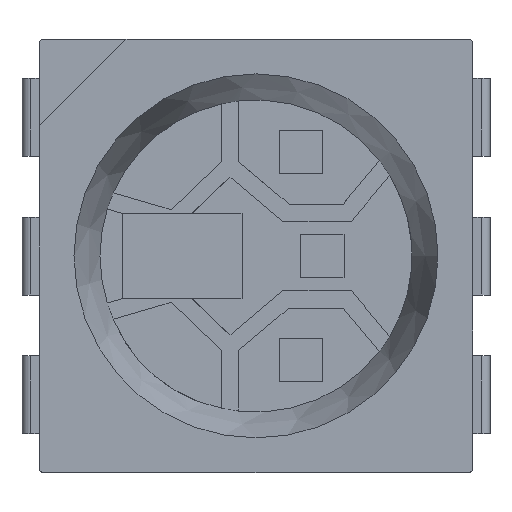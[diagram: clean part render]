
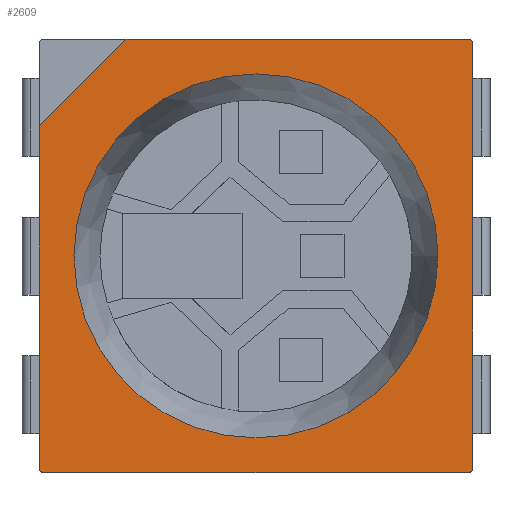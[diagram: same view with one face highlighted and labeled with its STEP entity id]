
A CAD part, top view. The second image highlights one B-rep face of the part: STEP entity #2609.
In plain terms, the highlighted planar face has unit normal (0, 0, 1).
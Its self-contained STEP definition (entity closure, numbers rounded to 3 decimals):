
#23=FACE_BOUND('',#341,.T.);
#36=CIRCLE('',#2756,2.1);
#37=CIRCLE('',#2757,2.1);
#55=CIRCLE('',#2786,0.05);
#58=CIRCLE('',#2793,0.05);
#59=CIRCLE('',#2794,0.05);
#202=FACE_OUTER_BOUND('',#340,.T.);
#340=EDGE_LOOP('',(#1965,#1966,#1967,#1968,#1969,#1970,#1971,#1972));
#341=EDGE_LOOP('',(#1973,#1974));
#544=LINE('',#3940,#835);
#562=LINE('',#3974,#853);
#573=LINE('',#4022,#864);
#574=LINE('',#4027,#865);
#575=LINE('',#4030,#866);
#835=VECTOR('',#3203,10.);
#853=VECTOR('',#3223,10.);
#864=VECTOR('',#3280,10.);
#865=VECTOR('',#3285,10.);
#866=VECTOR('',#3288,10.);
#1083=VERTEX_POINT('',#3916);
#1084=VERTEX_POINT('',#3917);
#1089=VERTEX_POINT('',#3938);
#1090=VERTEX_POINT('',#3939);
#1105=VERTEX_POINT('',#3972);
#1115=VERTEX_POINT('',#4006);
#1116=VERTEX_POINT('',#4007);
#1120=VERTEX_POINT('',#4024);
#1121=VERTEX_POINT('',#4026);
#1122=VERTEX_POINT('',#4028);
#1368=EDGE_CURVE('',#1083,#1084,#36,.T.);
#1369=EDGE_CURVE('',#1084,#1083,#37,.T.);
#1381=EDGE_CURVE('',#1089,#1090,#544,.T.);
#1399=EDGE_CURVE('',#1090,#1105,#562,.T.);
#1415=EDGE_CURVE('',#1115,#1116,#55,.T.);
#1423=EDGE_CURVE('',#1115,#1089,#573,.T.);
#1424=EDGE_CURVE('',#1120,#1105,#58,.T.);
#1425=EDGE_CURVE('',#1120,#1121,#574,.T.);
#1426=EDGE_CURVE('',#1122,#1121,#59,.T.);
#1427=EDGE_CURVE('',#1122,#1116,#575,.T.);
#1965=ORIENTED_EDGE('',*,*,#1381,.T.);
#1966=ORIENTED_EDGE('',*,*,#1399,.T.);
#1967=ORIENTED_EDGE('',*,*,#1424,.F.);
#1968=ORIENTED_EDGE('',*,*,#1425,.T.);
#1969=ORIENTED_EDGE('',*,*,#1426,.F.);
#1970=ORIENTED_EDGE('',*,*,#1427,.T.);
#1971=ORIENTED_EDGE('',*,*,#1415,.F.);
#1972=ORIENTED_EDGE('',*,*,#1423,.T.);
#1973=ORIENTED_EDGE('',*,*,#1368,.T.);
#1974=ORIENTED_EDGE('',*,*,#1369,.T.);
#2367=PLANE('',#2792);
#2609=ADVANCED_FACE('',(#202,#23),#2367,.T.);
#2756=AXIS2_PLACEMENT_3D('',#3918,#3175,#3176);
#2757=AXIS2_PLACEMENT_3D('',#3919,#3177,#3178);
#2786=AXIS2_PLACEMENT_3D('',#4008,#3263,#3264);
#2792=AXIS2_PLACEMENT_3D('',#4023,#3281,#3282);
#2793=AXIS2_PLACEMENT_3D('',#4025,#3283,#3284);
#2794=AXIS2_PLACEMENT_3D('',#4029,#3286,#3287);
#3175=DIRECTION('center_axis',(0.,0.,-1.));
#3176=DIRECTION('ref_axis',(-1.,0.,0.));
#3177=DIRECTION('center_axis',(0.,0.,-1.));
#3178=DIRECTION('ref_axis',(-1.,0.,0.));
#3203=DIRECTION('',(-0.707,-0.707,0.));
#3223=DIRECTION('',(0.,-1.,0.));
#3263=DIRECTION('center_axis',(0.,0.,-1.));
#3264=DIRECTION('ref_axis',(0.707,0.707,0.));
#3280=DIRECTION('',(-1.,0.,0.));
#3281=DIRECTION('center_axis',(0.,0.,1.));
#3282=DIRECTION('ref_axis',(1.,0.,0.));
#3283=DIRECTION('center_axis',(0.,0.,-1.));
#3284=DIRECTION('ref_axis',(-0.707,-0.707,0.));
#3285=DIRECTION('',(1.,0.,0.));
#3286=DIRECTION('center_axis',(0.,0.,-1.));
#3287=DIRECTION('ref_axis',(0.707,-0.707,0.));
#3288=DIRECTION('',(0.,1.,0.));
#3916=CARTESIAN_POINT('',(0.1,-1.6,1.62));
#3917=CARTESIAN_POINT('',(4.3,-1.6,1.62));
#3918=CARTESIAN_POINT('Origin',(2.2,-1.6,1.62));
#3919=CARTESIAN_POINT('Origin',(2.2,-1.6,1.62));
#3938=CARTESIAN_POINT('',(0.7,0.9,1.62));
#3939=CARTESIAN_POINT('',(-0.3,-0.1,1.62));
#3940=CARTESIAN_POINT('',(0.45,0.65,1.62));
#3972=CARTESIAN_POINT('',(-0.3,-4.05,1.62));
#3974=CARTESIAN_POINT('',(-0.3,-4.1,1.62));
#4006=CARTESIAN_POINT('',(4.65,0.9,1.62));
#4007=CARTESIAN_POINT('',(4.7,0.85,1.62));
#4008=CARTESIAN_POINT('Origin',(4.65,0.85,1.62));
#4022=CARTESIAN_POINT('',(-0.3,0.9,1.62));
#4023=CARTESIAN_POINT('Origin',(2.2,-1.6,1.62));
#4024=CARTESIAN_POINT('',(-0.25,-4.1,1.62));
#4025=CARTESIAN_POINT('Origin',(-0.25,-4.05,1.62));
#4026=CARTESIAN_POINT('',(4.65,-4.1,1.62));
#4027=CARTESIAN_POINT('',(4.7,-4.1,1.62));
#4028=CARTESIAN_POINT('',(4.7,-4.05,1.62));
#4029=CARTESIAN_POINT('Origin',(4.65,-4.05,1.62));
#4030=CARTESIAN_POINT('',(4.7,0.9,1.62));
